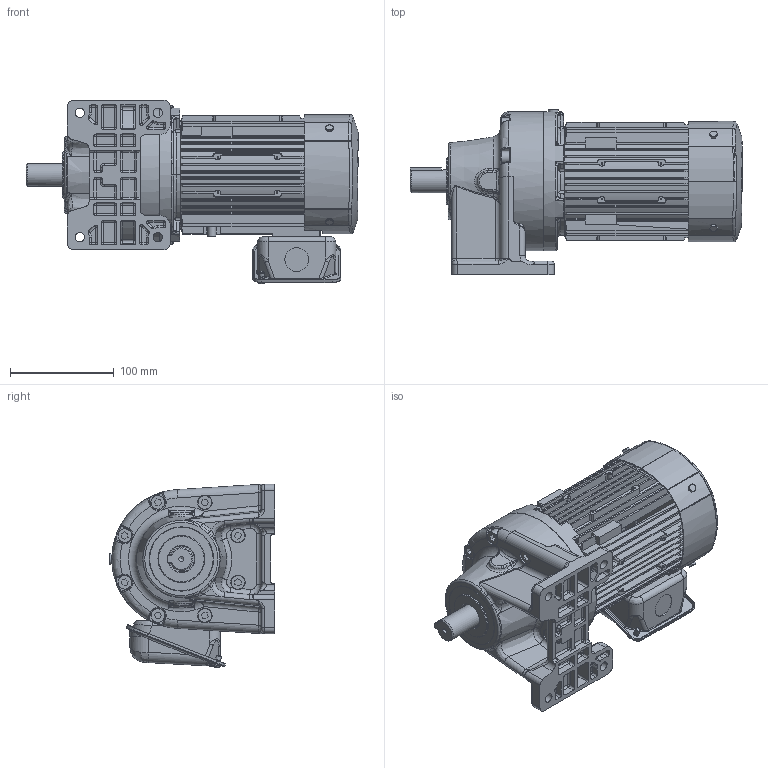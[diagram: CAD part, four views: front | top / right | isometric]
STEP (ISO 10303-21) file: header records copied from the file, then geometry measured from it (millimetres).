
FILE_DESCRIPTION(/* description */ (''),/* implementation_level */ '2;1');
FILE_NAME(/* name */ '[MODEL].stp',/* time_stamp */ '2024-11-25T06:32:49Z',/* author */ ('tkolker'),/* organization */ (''),/* preprocessor_version */ 'ST-DEVELOPER v20',/* originating_system */ 'Autodesk Inventor 2022',/* authorisation */ '');
FILE_SCHEMA (('AUTOMOTIVE_DESIGN { 1 0 10303 214 3 1 1 }'));
Products named in the file (10): TopLevelGC-R20; 608hcasing; 608_op; 608_op_clr; 608_op_seal; 608V63MF; V63L; SS036; V63LFC; SPLUG01
Assembly tree (9 placements, depth 2):
  TopLevelGC-R20
    608hcasing
    608_op
    608_op_clr
    608_op_seal
    608V63MF
    V63L
    SS036
    V63LFC
    SPLUG01
Bounding box: 320 x 159.53 x 176.83 mm (x, y, z)
Volume: 2827498.6 mm3; surface area: 420875.1 mm2
Topology: 12 solids, 38 shells, 1879 faces, 4658 edges, 2834 vertices
Faces by surface type: plane 684, cylinder 616, bspline 280, torus 130, sphere 87, cone 82
Full cylindrical faces by diameter (mm): 1.5 x12, 3.242 x4, 4 x4, 4.51 x1, 4.917 x1, 5 x5, 5.5 x4, 5.8 x1, 5.88 x4, 8 x18, 8.5 x2, 9 x12, 9.875 x1, 10 x3, 13 x8, 14 x4, 16 x5, 22 x1, 23 x1, 25 x2, 27 x1, 30 x1, 42 x2, 44.5 x1, 45 x1, 49.8 x1, 58 x1, 62 x2, 105.5 x1, 134 x2
Entity records: 64901 total; most frequent: CARTESIAN_POINT 21528, ORIENTED_EDGE 9056, DIRECTION 8750, EDGE_CURVE 4528, AXIS2_PLACEMENT_3D 3389, VERTEX_POINT 2834, EDGE_LOOP 2082, LINE 1972
